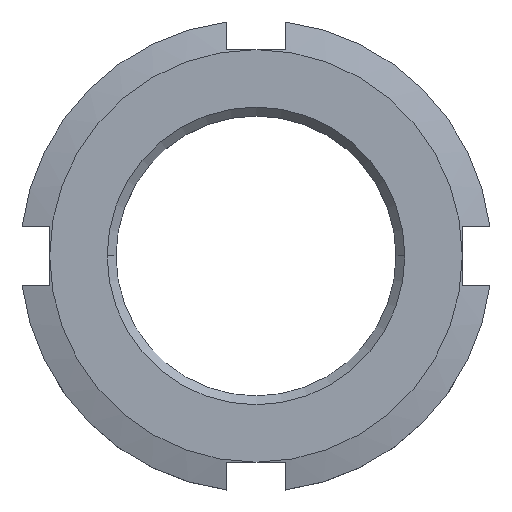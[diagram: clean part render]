
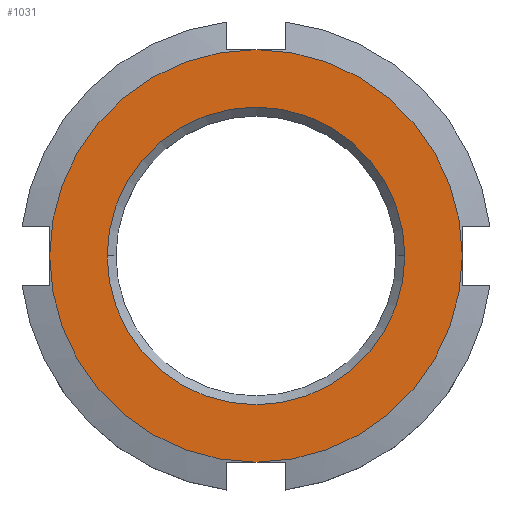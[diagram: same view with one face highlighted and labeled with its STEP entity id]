
A CAD part, top view. The second image highlights one B-rep face of the part: STEP entity #1031.
In plain terms, the highlighted planar face has unit normal (0, 0, 1).
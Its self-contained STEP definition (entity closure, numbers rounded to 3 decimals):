
#1 = ORIENTED_EDGE ( 'NONE', *, *, #918, .T. ) ;
#9 = FACE_OUTER_BOUND ( 'NONE', #491, .T. ) ;
#39 = CARTESIAN_POINT ( 'NONE',  ( 0., 0., 6. ) ) ;
#53 = DIRECTION ( 'NONE',  ( 1., 0., 0. ) ) ;
#63 = EDGE_CURVE ( 'NONE', #405, #144, #518, .T. ) ;
#69 = EDGE_LOOP ( 'NONE', ( #1054, #600 ) ) ;
#97 = PLANE ( 'NONE',  #1016 ) ;
#123 = DIRECTION ( 'NONE',  ( 1., 0., 0. ) ) ;
#139 = CARTESIAN_POINT ( 'NONE',  ( 0., 0., 6. ) ) ;
#144 = VERTEX_POINT ( 'NONE', #707 ) ;
#157 = CARTESIAN_POINT ( 'NONE',  ( 0., 0., 6. ) ) ;
#174 = EDGE_CURVE ( 'NONE', #694, #948, #666, .T. ) ;
#211 = DIRECTION ( 'NONE',  ( 0., 0., 1. ) ) ;
#258 = DIRECTION ( 'NONE',  ( 1., 0., 0. ) ) ;
#264 = EDGE_CURVE ( 'NONE', #948, #694, #742, .T. ) ;
#285 = AXIS2_PLACEMENT_3D ( 'NONE', #420, #497, #841 ) ;
#319 = AXIS2_PLACEMENT_3D ( 'NONE', #139, #727, #53 ) ;
#334 = ORIENTED_EDGE ( 'NONE', *, *, #63, .T. ) ;
#405 = VERTEX_POINT ( 'NONE', #655 ) ;
#412 = FACE_BOUND ( 'NONE', #69, .T. ) ;
#420 = CARTESIAN_POINT ( 'NONE',  ( 0., 0., 6. ) ) ;
#491 = EDGE_LOOP ( 'NONE', ( #551, #1, #1074, #334 ) ) ;
#497 = DIRECTION ( 'NONE',  ( 0., 0., 1. ) ) ;
#499 = DIRECTION ( 'NONE',  ( 1., 0., 0. ) ) ;
#518 = CIRCLE ( 'NONE', #533, 14. ) ;
#533 = AXIS2_PLACEMENT_3D ( 'NONE', #913, #999, #499 ) ;
#551 = ORIENTED_EDGE ( 'NONE', *, *, #789, .T. ) ;
#600 = ORIENTED_EDGE ( 'NONE', *, *, #174, .T. ) ;
#637 = CARTESIAN_POINT ( 'NONE',  ( -10.1, 0., 6. ) ) ;
#639 = DIRECTION ( 'NONE',  ( 0., 0., -1. ) ) ;
#655 = CARTESIAN_POINT ( 'NONE',  ( 14., 0., 6. ) ) ;
#666 = CIRCLE ( 'NONE', #1023, 10.1 ) ;
#694 = VERTEX_POINT ( 'NONE', #637 ) ;
#698 = EDGE_CURVE ( 'NONE', #906, #405, #724, .T. ) ;
#702 = CIRCLE ( 'NONE', #752, 14. ) ;
#707 = CARTESIAN_POINT ( 'NONE',  ( 0., 14., 6. ) ) ;
#724 = CIRCLE ( 'NONE', #777, 14. ) ;
#727 = DIRECTION ( 'NONE',  ( 0., 0., -1. ) ) ;
#742 = CIRCLE ( 'NONE', #319, 10.1 ) ;
#752 = AXIS2_PLACEMENT_3D ( 'NONE', #157, #909, #837 ) ;
#777 = AXIS2_PLACEMENT_3D ( 'NONE', #802, #211, #123 ) ;
#780 = DIRECTION ( 'NONE',  ( 0., 0., 1. ) ) ;
#789 = EDGE_CURVE ( 'NONE', #144, #1033, #702, .T. ) ;
#802 = CARTESIAN_POINT ( 'NONE',  ( 0., 0., 6. ) ) ;
#837 = DIRECTION ( 'NONE',  ( 1., 0., 0. ) ) ;
#841 = DIRECTION ( 'NONE',  ( 1., 0., 0. ) ) ;
#852 = CARTESIAN_POINT ( 'NONE',  ( 0., 0., 6. ) ) ;
#856 = CARTESIAN_POINT ( 'NONE',  ( -14., 0., 6. ) ) ;
#906 = VERTEX_POINT ( 'NONE', #923 ) ;
#909 = DIRECTION ( 'NONE',  ( 0., 0., 1. ) ) ;
#913 = CARTESIAN_POINT ( 'NONE',  ( 0., 0., 6. ) ) ;
#914 = CARTESIAN_POINT ( 'NONE',  ( 10.1, 0., 6. ) ) ;
#918 = EDGE_CURVE ( 'NONE', #1033, #906, #1064, .T. ) ;
#923 = CARTESIAN_POINT ( 'NONE',  ( 0., -14., 6. ) ) ;
#948 = VERTEX_POINT ( 'NONE', #914 ) ;
#950 = DIRECTION ( 'NONE',  ( 1., 0., 0. ) ) ;
#999 = DIRECTION ( 'NONE',  ( 0., 0., 1. ) ) ;
#1016 = AXIS2_PLACEMENT_3D ( 'NONE', #852, #780, #258 ) ;
#1023 = AXIS2_PLACEMENT_3D ( 'NONE', #39, #639, #950 ) ;
#1031 = ADVANCED_FACE ( 'NONE', ( #412, #9 ), #97, .T. ) ;
#1033 = VERTEX_POINT ( 'NONE', #856 ) ;
#1054 = ORIENTED_EDGE ( 'NONE', *, *, #264, .T. ) ;
#1064 = CIRCLE ( 'NONE', #285, 14. ) ;
#1074 = ORIENTED_EDGE ( 'NONE', *, *, #698, .T. ) ;
